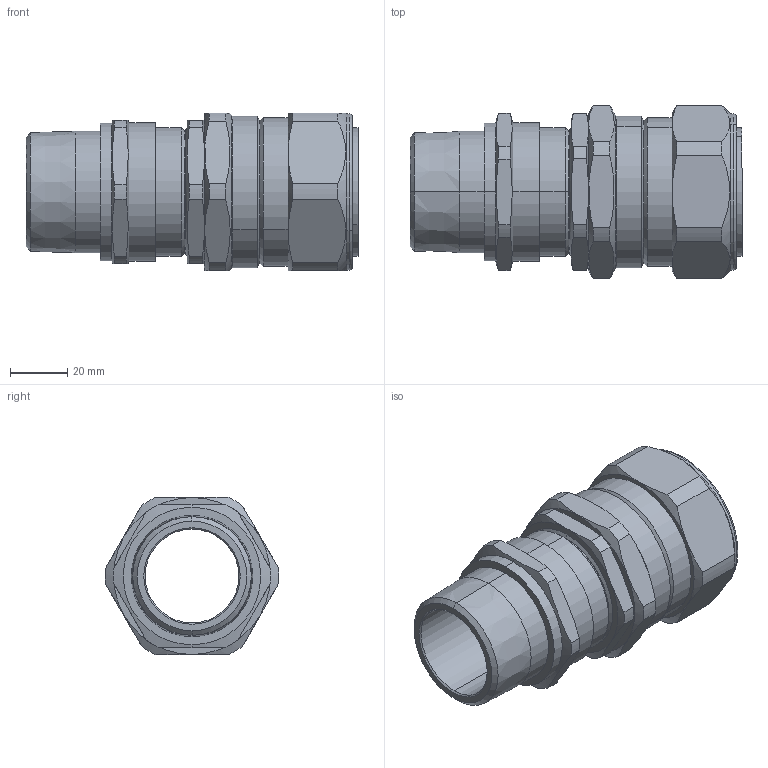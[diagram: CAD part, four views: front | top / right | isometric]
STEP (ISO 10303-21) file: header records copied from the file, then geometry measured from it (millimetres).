
FILE_DESCRIPTION (( 'STEP AP203' ), '1' );
FILE_NAME ('40E%1RA034.STEP', '2021-04-21T11:50:37', ( '' ), ( '' ), 'SwSTEP 2.0', 'SolidWorks 2017', '' );
FILE_SCHEMA (( 'CONFIG_CONTROL_DESIGN' ));
Length unit declared in the file: millimetre
Products named in the file (1): 40E%1RA034
Bounding box: 115.9 x 60.48 x 55.07 mm (x, y, z)
Volume: 101268.4 mm3; surface area: 37173.9 mm2
Topology: 1 solids, 1 shells, 141 faces, 334 edges, 206 vertices
Faces by surface type: cylinder 50, cone 48, plane 37, torus 6
Entity records: 4519 total; most frequent: CARTESIAN_POINT 1210, DIRECTION 696, ORIENTED_EDGE 668, EDGE_CURVE 334, AXIS2_PLACEMENT_3D 296, VERTEX_POINT 206, CIRCLE 154, EDGE_LOOP 154
